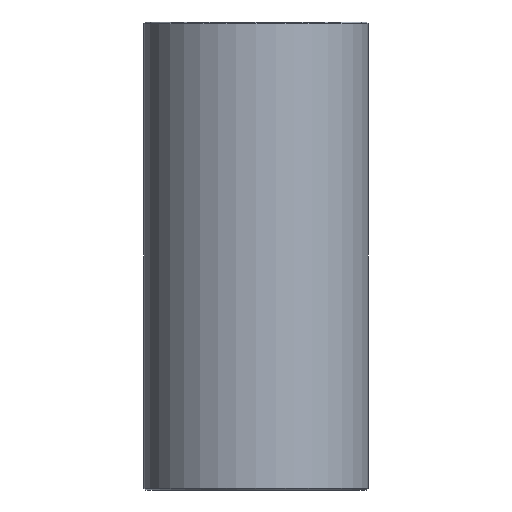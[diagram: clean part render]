
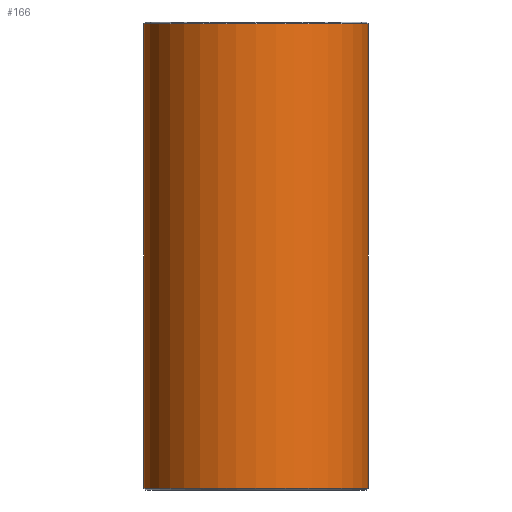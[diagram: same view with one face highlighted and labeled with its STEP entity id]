
A CAD part, front view. The second image highlights one B-rep face of the part: STEP entity #166.
In plain terms, the highlighted cylindrical face has radius 30 mm (diameter 60 mm), a full revolution.
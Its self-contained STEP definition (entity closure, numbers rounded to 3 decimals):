
#31=FACE_OUTER_BOUND('',#43,.T.);
#43=EDGE_LOOP('',(#136,#137,#138,#139,#140,#141));
#56=LINE('',#312,#63);
#63=VECTOR('',#260,30.);
#73=CIRCLE('',#207,30.);
#74=CIRCLE('',#208,30.);
#75=CIRCLE('',#210,30.);
#76=CIRCLE('',#211,30.);
#87=VERTEX_POINT('',#302);
#88=VERTEX_POINT('',#303);
#89=VERTEX_POINT('',#308);
#90=VERTEX_POINT('',#309);
#104=EDGE_CURVE('',#87,#88,#73,.T.);
#105=EDGE_CURVE('',#88,#87,#74,.T.);
#107=EDGE_CURVE('',#89,#90,#75,.T.);
#108=EDGE_CURVE('',#90,#89,#76,.T.);
#109=EDGE_CURVE('',#90,#88,#56,.T.);
#136=ORIENTED_EDGE('',*,*,#107,.F.);
#137=ORIENTED_EDGE('',*,*,#108,.F.);
#138=ORIENTED_EDGE('',*,*,#109,.T.);
#139=ORIENTED_EDGE('',*,*,#104,.F.);
#140=ORIENTED_EDGE('',*,*,#105,.F.);
#141=ORIENTED_EDGE('',*,*,#109,.F.);
#159=CYLINDRICAL_SURFACE('',#209,30.);
#166=ADVANCED_FACE('',(#31),#159,.T.);
#207=AXIS2_PLACEMENT_3D('',#304,#249,#250);
#208=AXIS2_PLACEMENT_3D('',#305,#251,#252);
#209=AXIS2_PLACEMENT_3D('',#307,#254,#255);
#210=AXIS2_PLACEMENT_3D('',#310,#256,#257);
#211=AXIS2_PLACEMENT_3D('',#311,#258,#259);
#249=DIRECTION('center_axis',(0.,0.,1.));
#250=DIRECTION('ref_axis',(1.,0.,0.));
#251=DIRECTION('center_axis',(0.,0.,1.));
#252=DIRECTION('ref_axis',(1.,0.,0.));
#254=DIRECTION('center_axis',(0.,0.,-1.));
#255=DIRECTION('ref_axis',(-1.,0.,0.));
#256=DIRECTION('center_axis',(0.,0.,-1.));
#257=DIRECTION('ref_axis',(1.,0.,0.));
#258=DIRECTION('center_axis',(0.,0.,-1.));
#259=DIRECTION('ref_axis',(1.,0.,0.));
#260=DIRECTION('',(0.,0.,1.));
#302=CARTESIAN_POINT('',(-30.,0.,-0.5));
#303=CARTESIAN_POINT('',(30.,0.,-0.5));
#304=CARTESIAN_POINT('Origin',(0.,0.,-0.5));
#305=CARTESIAN_POINT('Origin',(0.,0.,-0.5));
#307=CARTESIAN_POINT('Origin',(0.,0.,-62.5));
#308=CARTESIAN_POINT('',(-30.,0.,-124.5));
#309=CARTESIAN_POINT('',(30.,0.,-124.5));
#310=CARTESIAN_POINT('Origin',(0.,0.,-124.5));
#311=CARTESIAN_POINT('Origin',(0.,0.,-124.5));
#312=CARTESIAN_POINT('',(30.,0.,-62.5));
